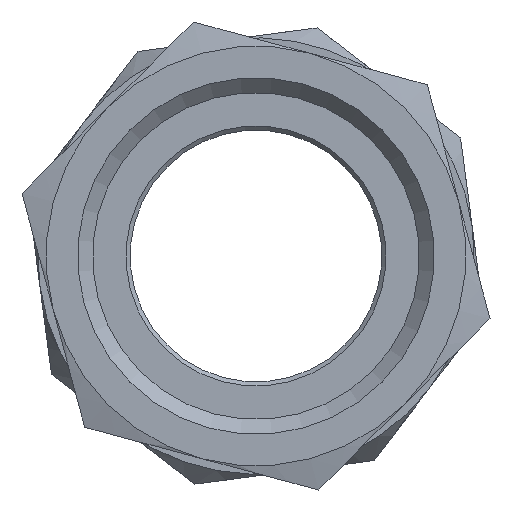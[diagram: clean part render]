
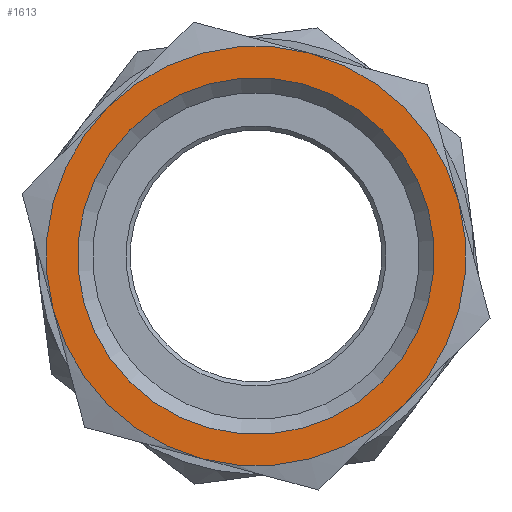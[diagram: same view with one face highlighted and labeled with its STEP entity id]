
A CAD part, left-side view. The second image highlights one B-rep face of the part: STEP entity #1613.
In plain terms, the highlighted planar face has unit normal (-1, 0, 0).
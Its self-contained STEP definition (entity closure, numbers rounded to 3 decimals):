
#79=FACE_BOUND('',#299,.T.);
#98=PLANE('',#1808);
#190=FACE_OUTER_BOUND('',#298,.T.);
#298=EDGE_LOOP('',(#1241,#1242,#1243,#1244,#1245,#1246));
#299=EDGE_LOOP('',(#1247,#1248));
#517=CIRCLE('',#1771,21.25);
#518=CIRCLE('',#1772,21.25);
#519=CIRCLE('',#1780,25.);
#520=CIRCLE('',#1782,25.);
#521=CIRCLE('',#1784,25.);
#522=CIRCLE('',#1786,25.);
#523=CIRCLE('',#1788,25.);
#524=CIRCLE('',#1790,25.);
#658=VERTEX_POINT('',#2627);
#659=VERTEX_POINT('',#2628);
#661=VERTEX_POINT('',#2634);
#667=VERTEX_POINT('',#2655);
#672=VERTEX_POINT('',#2675);
#674=VERTEX_POINT('',#2690);
#678=VERTEX_POINT('',#2708);
#682=VERTEX_POINT('',#2726);
#841=EDGE_CURVE('',#658,#659,#517,.T.);
#842=EDGE_CURVE('',#659,#658,#518,.T.);
#874=EDGE_CURVE('',#674,#678,#519,.T.);
#875=EDGE_CURVE('',#678,#682,#520,.T.);
#876=EDGE_CURVE('',#682,#661,#521,.T.);
#877=EDGE_CURVE('',#661,#672,#522,.T.);
#878=EDGE_CURVE('',#672,#667,#523,.T.);
#879=EDGE_CURVE('',#667,#674,#524,.T.);
#1241=ORIENTED_EDGE('',*,*,#878,.T.);
#1242=ORIENTED_EDGE('',*,*,#879,.T.);
#1243=ORIENTED_EDGE('',*,*,#874,.T.);
#1244=ORIENTED_EDGE('',*,*,#875,.T.);
#1245=ORIENTED_EDGE('',*,*,#876,.T.);
#1246=ORIENTED_EDGE('',*,*,#877,.T.);
#1247=ORIENTED_EDGE('',*,*,#841,.T.);
#1248=ORIENTED_EDGE('',*,*,#842,.T.);
#1613=ADVANCED_FACE('',(#190,#79),#98,.T.);
#1771=AXIS2_PLACEMENT_3D('',#2629,#2115,#2116);
#1772=AXIS2_PLACEMENT_3D('',#2630,#2117,#2118);
#1780=AXIS2_PLACEMENT_3D('',#2741,#2140,#2141);
#1782=AXIS2_PLACEMENT_3D('',#2743,#2144,#2145);
#1784=AXIS2_PLACEMENT_3D('',#2745,#2148,#2149);
#1786=AXIS2_PLACEMENT_3D('',#2747,#2152,#2153);
#1788=AXIS2_PLACEMENT_3D('',#2749,#2156,#2157);
#1790=AXIS2_PLACEMENT_3D('',#2751,#2160,#2161);
#1808=AXIS2_PLACEMENT_3D('',#2773,#2198,#2199);
#2115=DIRECTION('center_axis',(1.,0.,0.));
#2116=DIRECTION('ref_axis',(0.,-0.259,-0.966));
#2117=DIRECTION('center_axis',(1.,0.,0.));
#2118=DIRECTION('ref_axis',(0.,-0.259,-0.966));
#2140=DIRECTION('center_axis',(-1.,0.,0.));
#2141=DIRECTION('ref_axis',(0.,-0.966,0.259));
#2144=DIRECTION('center_axis',(-1.,0.,0.));
#2145=DIRECTION('ref_axis',(0.,-0.966,0.259));
#2148=DIRECTION('center_axis',(-1.,0.,0.));
#2149=DIRECTION('ref_axis',(0.,-0.966,0.259));
#2152=DIRECTION('center_axis',(-1.,0.,0.));
#2153=DIRECTION('ref_axis',(0.,-0.966,0.259));
#2156=DIRECTION('center_axis',(-1.,0.,0.));
#2157=DIRECTION('ref_axis',(0.,-0.966,0.259));
#2160=DIRECTION('center_axis',(-1.,0.,0.));
#2161=DIRECTION('ref_axis',(0.,-0.966,0.259));
#2198=DIRECTION('center_axis',(-1.,0.,0.));
#2199=DIRECTION('ref_axis',(0.,-0.966,0.259));
#2627=CARTESIAN_POINT('',(-92.8,-5.5,-20.526));
#2628=CARTESIAN_POINT('',(-92.8,5.5,20.526));
#2629=CARTESIAN_POINT('Origin',(-92.8,0.,0.));
#2630=CARTESIAN_POINT('Origin',(-92.8,0.,0.));
#2634=CARTESIAN_POINT('',(-92.8,-17.678,-17.678));
#2655=CARTESIAN_POINT('',(-92.8,-6.47,24.148));
#2675=CARTESIAN_POINT('',(-92.8,-24.148,6.47));
#2690=CARTESIAN_POINT('',(-92.8,17.678,17.678));
#2708=CARTESIAN_POINT('',(-92.8,24.148,-6.47));
#2726=CARTESIAN_POINT('',(-92.8,6.47,-24.148));
#2741=CARTESIAN_POINT('Origin',(-92.8,0.,0.));
#2743=CARTESIAN_POINT('Origin',(-92.8,0.,0.));
#2745=CARTESIAN_POINT('Origin',(-92.8,0.,0.));
#2747=CARTESIAN_POINT('Origin',(-92.8,0.,0.));
#2749=CARTESIAN_POINT('Origin',(-92.8,0.,0.));
#2751=CARTESIAN_POINT('Origin',(-92.8,0.,0.));
#2773=CARTESIAN_POINT('Origin',(-92.8,-12.074,3.235));
